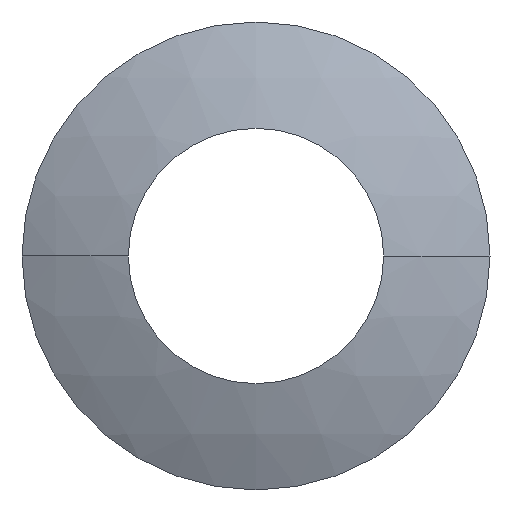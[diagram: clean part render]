
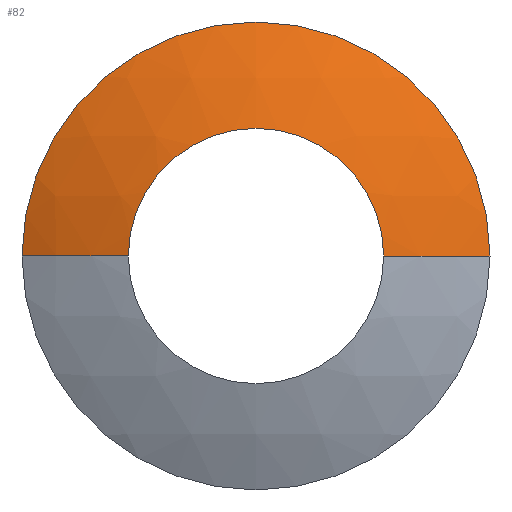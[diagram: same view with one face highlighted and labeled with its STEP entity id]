
A CAD part, front view. The second image highlights one B-rep face of the part: STEP entity #82.
In plain terms, the highlighted spherical face has radius 25 mm.
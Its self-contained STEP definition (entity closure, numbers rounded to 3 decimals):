
#1 = VERTEX_POINT ( 'NONE', #54 ) ;
#2 = ORIENTED_EDGE ( 'NONE', *, *, #86, .T. ) ;
#12 = EDGE_CURVE ( 'NONE', #14, #93, #53, .T. ) ;
#14 = VERTEX_POINT ( 'NONE', #77 ) ;
#16 = EDGE_CURVE ( 'NONE', #1, #14, #110, .T. ) ;
#17 = VERTEX_POINT ( 'NONE', #136 ) ;
#18 = ORIENTED_EDGE ( 'NONE', *, *, #16, .F. ) ;
#24 = DIRECTION ( 'NONE',  ( 0., 0., -1. ) ) ;
#28 = CARTESIAN_POINT ( 'NONE',  ( 0., 25.169, 0. ) ) ;
#48 = AXIS2_PLACEMENT_3D ( 'NONE', #76, #75, #74 ) ;
#50 = AXIS2_PLACEMENT_3D ( 'NONE', #28, #24, #78 ) ;
#53 = CIRCLE ( 'NONE', #48, 6. ) ;
#54 = CARTESIAN_POINT ( 'NONE',  ( 11., 2.719, 0. ) ) ;
#74 = DIRECTION ( 'NONE',  ( 0., 0., -1. ) ) ;
#75 = DIRECTION ( 'NONE',  ( 0., -1., 0. ) ) ;
#76 = CARTESIAN_POINT ( 'NONE',  ( 0., 0.9, 0. ) ) ;
#77 = CARTESIAN_POINT ( 'NONE',  ( 6., 0.9, 0. ) ) ;
#78 = DIRECTION ( 'NONE',  ( -1., 0., 0. ) ) ;
#79 = VERTEX_POINT ( 'NONE', #192 ) ;
#80 = VERTEX_POINT ( 'NONE', #207 ) ;
#81 = ORIENTED_EDGE ( 'NONE', *, *, #12, .F. ) ;
#82 = ADVANCED_FACE ( 'NONE', ( #223 ), #208, .T. ) ;
#84 = EDGE_CURVE ( 'NONE', #80, #17, #131, .T. ) ;
#85 = ORIENTED_EDGE ( 'NONE', *, *, #91, .F. ) ;
#86 = EDGE_CURVE ( 'NONE', #79, #80, #245, .T. ) ;
#87 = EDGE_LOOP ( 'NONE', ( #2, #90, #85, #81, #18, #92 ) ) ;
#89 = EDGE_CURVE ( 'NONE', #1, #79, #169, .T. ) ;
#90 = ORIENTED_EDGE ( 'NONE', *, *, #84, .T. ) ;
#91 = EDGE_CURVE ( 'NONE', #93, #17, #171, .T. ) ;
#92 = ORIENTED_EDGE ( 'NONE', *, *, #89, .T. ) ;
#93 = VERTEX_POINT ( 'NONE', #178 ) ;
#110 = CIRCLE ( 'NONE', #50, 25. ) ;
#130 = CARTESIAN_POINT ( 'NONE',  ( 0., 25.169, 0. ) ) ;
#131 = CIRCLE ( 'NONE', #206, 25. ) ;
#132 = DIRECTION ( 'NONE',  ( 1., 0., 0. ) ) ;
#136 = CARTESIAN_POINT ( 'NONE',  ( -6., 0.9, 0. ) ) ;
#158 = DIRECTION ( 'NONE',  ( 0., 0., -1. ) ) ;
#159 = DIRECTION ( 'NONE',  ( 0., -1., 0. ) ) ;
#160 = CARTESIAN_POINT ( 'NONE',  ( 0., 0.9, 0. ) ) ;
#161 = AXIS2_PLACEMENT_3D ( 'NONE', #160, #159, #158 ) ;
#167 = DIRECTION ( 'NONE',  ( 0., 0., -1. ) ) ;
#168 = DIRECTION ( 'NONE',  ( 0., -1., 0. ) ) ;
#169 = CIRCLE ( 'NONE', #180, 11. ) ;
#171 = CIRCLE ( 'NONE', #161, 6. ) ;
#176 = DIRECTION ( 'NONE',  ( 0., 0., -1. ) ) ;
#177 = DIRECTION ( 'NONE',  ( 0., -1., 0. ) ) ;
#178 = CARTESIAN_POINT ( 'NONE',  ( 0., 0.9, 6. ) ) ;
#180 = AXIS2_PLACEMENT_3D ( 'NONE', #205, #168, #167 ) ;
#182 = CARTESIAN_POINT ( 'NONE',  ( 0., 2.719, 0. ) ) ;
#183 = DIRECTION ( 'NONE',  ( 1., 0., 0. ) ) ;
#184 = DIRECTION ( 'NONE',  ( 0., 0., 1. ) ) ;
#188 = DIRECTION ( 'NONE',  ( 0., 0., 1. ) ) ;
#192 = CARTESIAN_POINT ( 'NONE',  ( 0., 2.719, 11. ) ) ;
#205 = CARTESIAN_POINT ( 'NONE',  ( 0., 2.719, 0. ) ) ;
#206 = AXIS2_PLACEMENT_3D ( 'NONE', #130, #184, #183 ) ;
#207 = CARTESIAN_POINT ( 'NONE',  ( -11., 2.719, 0. ) ) ;
#208 = SPHERICAL_SURFACE ( 'NONE', #222, 25. ) ;
#222 = AXIS2_PLACEMENT_3D ( 'NONE', #238, #188, #132 ) ;
#223 = FACE_OUTER_BOUND ( 'NONE', #87, .T. ) ;
#238 = CARTESIAN_POINT ( 'NONE',  ( 0., 25.169, 0. ) ) ;
#244 = AXIS2_PLACEMENT_3D ( 'NONE', #182, #177, #176 ) ;
#245 = CIRCLE ( 'NONE', #244, 11. ) ;
